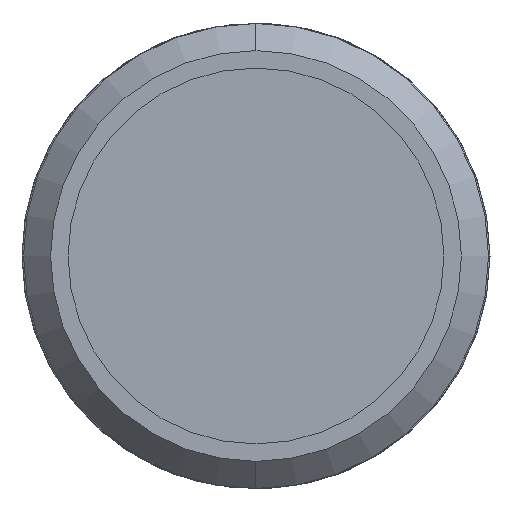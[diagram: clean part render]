
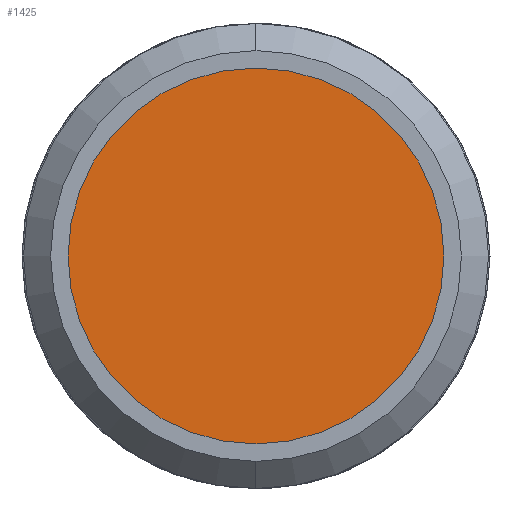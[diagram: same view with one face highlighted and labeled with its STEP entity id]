
A CAD part, front view. The second image highlights one B-rep face of the part: STEP entity #1425.
In plain terms, the highlighted planar face has unit normal (0, -1, 0).
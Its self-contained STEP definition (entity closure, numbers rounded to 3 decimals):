
#1425=ADVANCED_FACE('',(#2801),#2802,.T.);
#1431=EDGE_CURVE('',#2807,#2811,#2812,.T.);
#1435=EDGE_CURVE('',#2807,#2811,#2817,.T.);
#2801=FACE_OUTER_BOUND('',#4217,.T.);
#2802=PLANE('',#4218);
#2807=VERTEX_POINT('',#4224);
#2811=VERTEX_POINT('',#4230);
#2812=CIRCLE('',#4231,4.85);
#2817=CIRCLE('',#4239,4.85);
#4217=EDGE_LOOP('',(#7504,#7505));
#4218=AXIS2_PLACEMENT_3D('',#7506,#7507,#7508);
#4224=CARTESIAN_POINT('',(4.85,-0.01,0.0));
#4230=CARTESIAN_POINT('',(-4.85,-0.01,0.0));
#4231=AXIS2_PLACEMENT_3D('',#7518,#7519,#7520);
#4239=AXIS2_PLACEMENT_3D('',#7522,#7523,#7524);
#7504=ORIENTED_EDGE('',*,*,#1431,.F.);
#7505=ORIENTED_EDGE('',*,*,#1435,.T.);
#7506=CARTESIAN_POINT('',(0.0,-0.01,0.0));
#7507=DIRECTION('',(0.0,-1.0,0.0));
#7508=DIRECTION('',(1.0,0.0,0.0));
#7518=CARTESIAN_POINT('',(0.0,-0.01,0.0));
#7519=DIRECTION('',(-0.0,1.0,0.0));
#7520=DIRECTION('',(1.0,0.0,0.0));
#7522=CARTESIAN_POINT('',(0.0,-0.01,0.0));
#7523=DIRECTION('',(0.0,-1.0,0.0));
#7524=DIRECTION('',(1.0,0.0,0.0));
